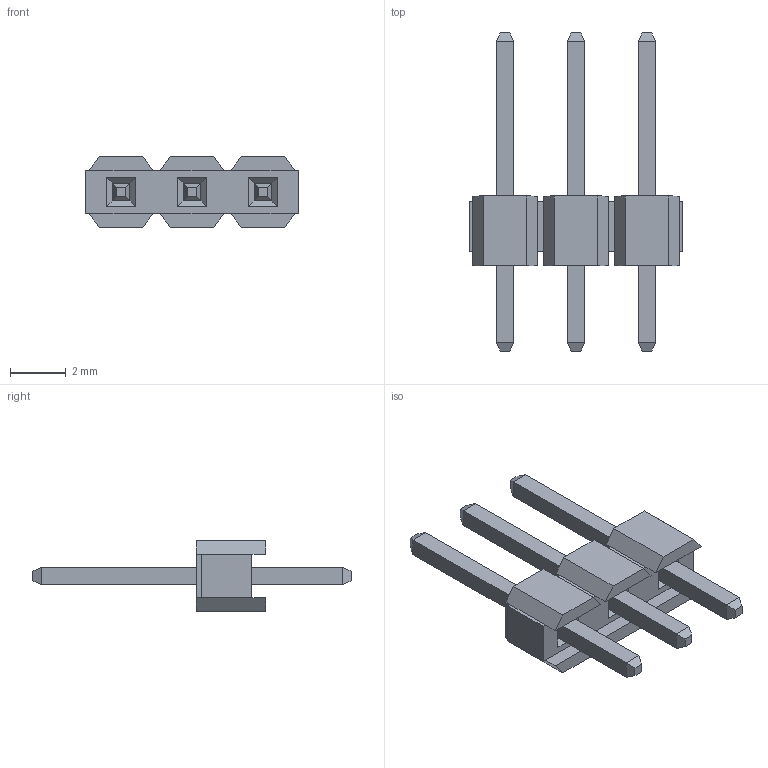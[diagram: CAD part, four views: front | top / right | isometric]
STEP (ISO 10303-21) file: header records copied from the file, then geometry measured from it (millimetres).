
FILE_DESCRIPTION(('FreeCAD Model'),'2;1');
FILE_NAME('Open CASCADE Shape Model','2025-04-26T20:35:27',(''),(''), 'Open CASCADE STEP processor 7.7','FreeCAD','Unknown');
FILE_SCHEMA(('AUTOMOTIVE_DESIGN { 1 0 10303 214 1 1 1 1 }'));
Length unit declared in the file: millimetre
Products named in the file (1): _____C003SAAN_RC
Bounding box: 7.62 x 11.39 x 2.54 mm (x, y, z)
Surface area: 193.6 mm2 (no closed solid volume)
Topology: 0 solids, 120 shells, 120 faces, 552 edges, 552 vertices
Faces by surface type: bspline 120
Entity records: 6727 total; most frequent: CARTESIAN_POINT 1585, DIRECTION 554, ORIENTED_EDGE 552, EDGE_CURVE 552, VERTEX_POINT 552, LINE 552, VECTOR 552, FACE_BOUND 126
